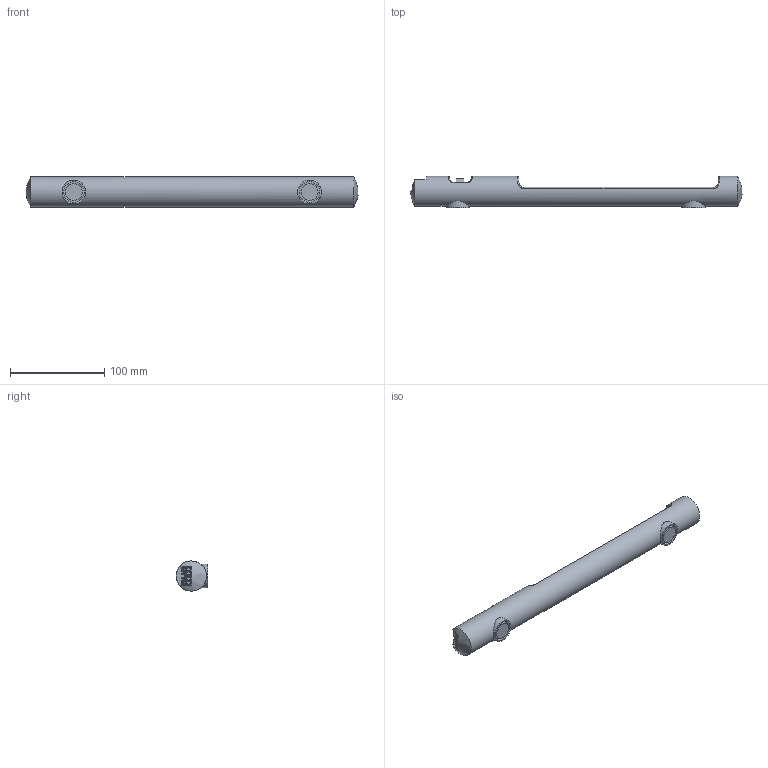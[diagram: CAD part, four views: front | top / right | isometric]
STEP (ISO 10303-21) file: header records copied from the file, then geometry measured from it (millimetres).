
FILE_DESCRIPTION(('STEP AP203'), '1');
FILE_NAME('LDN-0012_0022', '2022-12-21T12:15:50', (''), (''), 'C3D Converter', 'C3D Toolkit', '');
FILE_SCHEMA(('CONFIG_CONTROL_DESIGN'));
Length unit declared in the file: millimetre
Products named in the file (2): 1; 040012_LK_980-01-2
Assembly tree (1 placements, depth 2):
  1
    040012_LK_980-01-2
Bounding box: 352.06 x 33.29 x 32 mm (x, y, z)
Volume: 218808.2 mm3; surface area: 37179 mm2
Topology: 1 solids, 3 shells, 299 faces, 784 edges, 500 vertices
Faces by surface type: plane 134, cylinder 87, bspline 42, torus 22, cone 10, sphere 4
Full cylindrical faces by diameter (mm): 18 x2, 21.971 x2, 25.019 x2, 32.004 x1
Entity records: 18393 total; most frequent: CARTESIAN_POINT 9035, ORIENTED_EDGE 1550, DIRECTION 1254, EDGE_CURVE 775, VERTEX_POINT 500, AXIS2_PLACEMENT_3D 431, LINE 392, VECTOR 392
